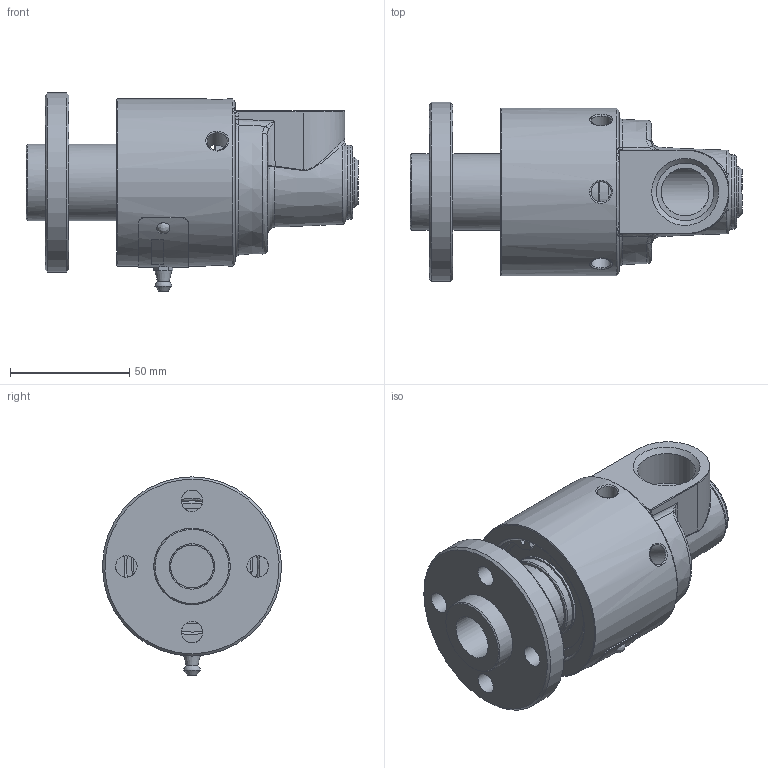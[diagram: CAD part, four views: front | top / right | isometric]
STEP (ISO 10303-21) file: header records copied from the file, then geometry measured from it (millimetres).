
FILE_DESCRIPTION (( 'STEP AP214' ), '1' );
FILE_NAME ('TUR-GRF20.STEP', '2016-08-22T12:28:10', ( '' ), ( '' ), 'SwSTEP 2.0', 'SolidWorks 2016', '' );
FILE_SCHEMA (( 'AUTOMOTIVE_DESIGN' ));
Length unit declared in the file: millimetre
Products named in the file (1): TUR-GRF20
Bounding box: 139 x 75 x 83 mm (x, y, z)
Volume: 273421.9 mm3; surface area: 64226.2 mm2
Topology: 1 solids, 1 shells, 310 faces, 877 edges, 581 vertices
Faces by surface type: plane 123, cylinder 102, bspline 61, cone 23, torus 1
Full cylindrical faces by diameter (mm): 2 x2, 2.5 x2, 3 x2, 6 x1, 8.5 x4, 9 x5, 18 x2, 18.5 x2, 18.63 x1, 19 x1, 20 x2, 22 x1, 24.12 x1, 24.8 x1, 25 x2, 25.2 x1, 25.5 x1, 28.6 x1, 29.9 x1, 30 x1, 31 x1, 32 x2, 35 x1, 35.6 x2, 36 x1, 48 x1, 49 x2, 50 x1, 55 x1, 58 x1
Entity records: 28169 total; most frequent: CARTESIAN_POINT 19130, ORIENTED_EDGE 1552, DIRECTION 799, EDGE_CURVE 776, VERTEX_POINT 560, B_SPLINE_CURVE_WITH_KNOTS 470, EDGE_LOOP 444, FACE_OUTER_BOUND 369
